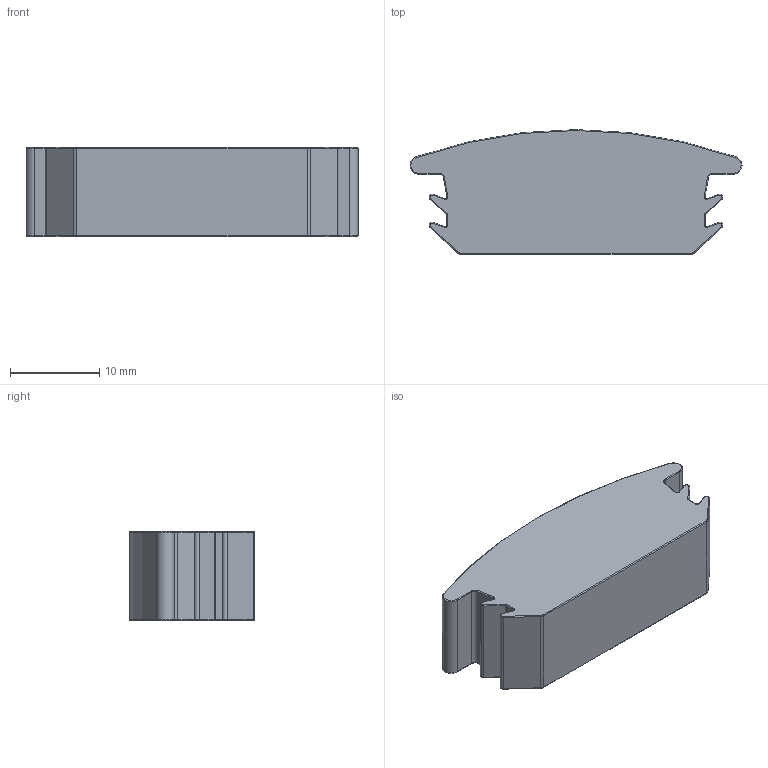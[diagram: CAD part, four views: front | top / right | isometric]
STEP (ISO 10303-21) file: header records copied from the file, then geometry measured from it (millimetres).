
FILE_DESCRIPTION (( 'STEP AP203' ), '1' );
FILE_NAME ('80521-GU-10.STEP', '2017-10-24T14:43:36', ( '' ), ( '' ), 'SwSTEP 2.0', 'SolidWorks 2015', '' );
FILE_SCHEMA (( 'CONFIG_CONTROL_DESIGN' ));
Length unit declared in the file: millimetre
Products named in the file (1): 80521-GU-10
Bounding box: 37.3 x 14 x 10 mm (x, y, z)
Volume: 4152.2 mm3; surface area: 1878.6 mm2
Topology: 1 solids, 1 shells, 108 faces, 252 edges, 146 vertices
Faces by surface type: cylinder 49, torus 42, plane 17
Entity records: 3163 total; most frequent: DIRECTION 628, CARTESIAN_POINT 507, ORIENTED_EDGE 504, AXIS2_PLACEMENT_3D 267, EDGE_CURVE 252, CIRCLE 158, VERTEX_POINT 146, FACE_OUTER_BOUND 108
